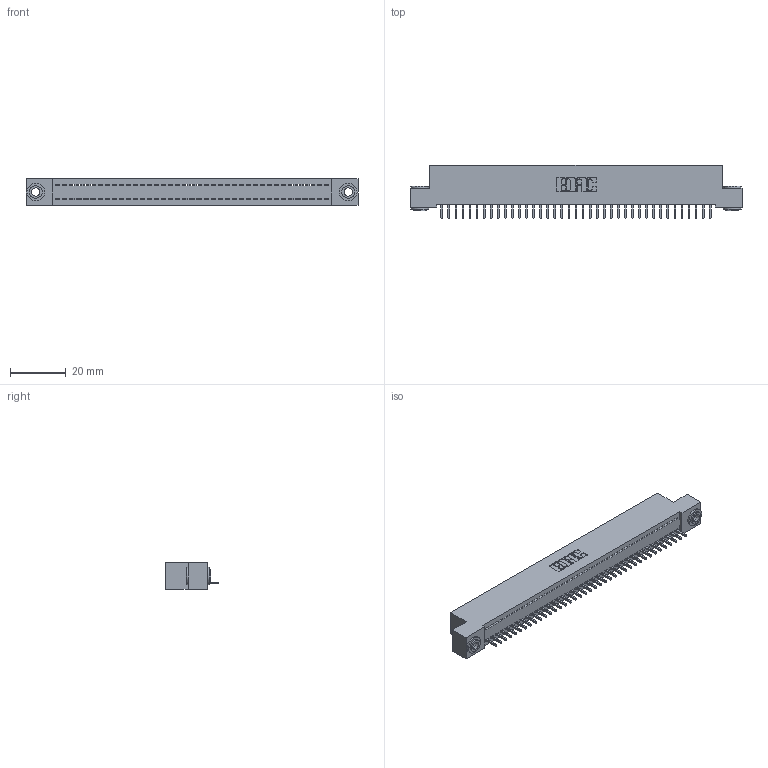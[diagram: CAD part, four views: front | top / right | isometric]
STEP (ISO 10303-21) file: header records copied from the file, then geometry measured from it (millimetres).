
FILE_DESCRIPTION (( 'STEP AP203' ), '1' );
FILE_NAME ('392-039-521-103.STEP', '2019-10-07T19:21:11', ( '' ), ( '' ), 'SwSTEP 2.0', 'SolidWorks 2016', '' );
FILE_SCHEMA (( 'CONFIG_CONTROL_DESIGN' ));
Length unit declared in the file: inch
Products named in the file (4): 345-292-001_345-293-121; 342-250-002_345-250-002-102; 392-039-521-103; 342 Part_.156 TH
Assembly tree (42 placements, depth 2):
  392-039-521-103
    342 Part_.156 TH
    345-292-001_345-293-121  x39
    342-250-002_345-250-002-102  x2
Bounding box: 119.38 x 19.06 x 9.4 mm (x, y, z)
Volume: 10368.1 mm3; surface area: 14969.2 mm2
Topology: 42 solids, 42 shells, 2410 faces, 7239 edges, 4770 vertices
Faces by surface type: plane 1714, cylinder 688, cone 8
Entity records: 24766 total; most frequent: CARTESIAN_POINT 4250, ORIENTED_EDGE 4218, DIRECTION 3625, EDGE_CURVE 2109, LINE 1957, VECTOR 1957, VERTEX_POINT 1402, AXIS2_PLACEMENT_3D 834
